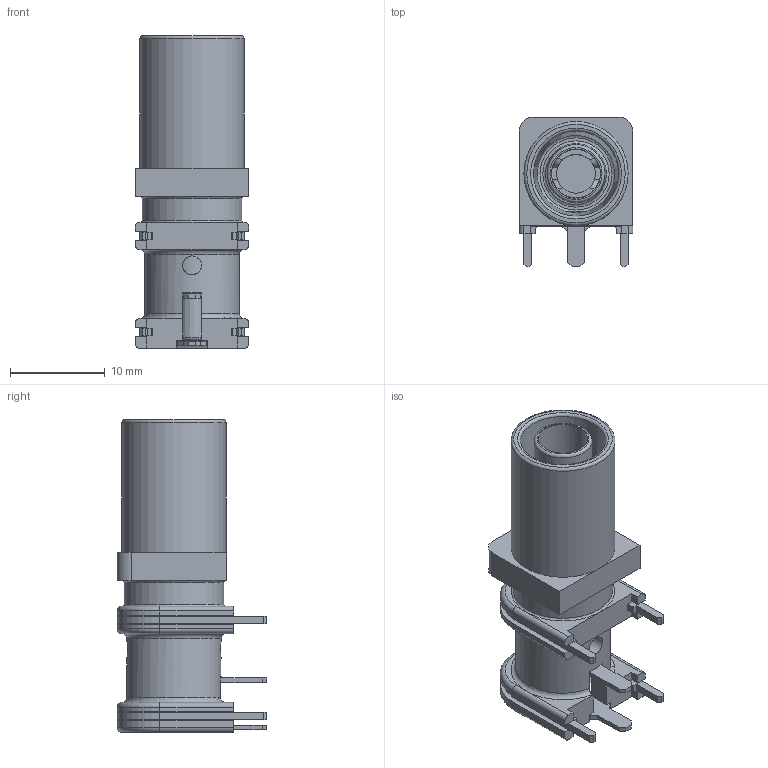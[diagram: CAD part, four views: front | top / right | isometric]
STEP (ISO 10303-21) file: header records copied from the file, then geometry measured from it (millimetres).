
FILE_DESCRIPTION(/* description */ (''),/* implementation_level */ '2;1');
FILE_NAME(/* name */ 'FCR7370L.stp',/* time_stamp */ '2025-10-01T15:09:58+01:00',/* author */ ('DJones'),/* organization */ (''),/* preprocessor_version */ 'ST-DEVELOPER v20',/* originating_system */ 'Autodesk Inventor 2025',/* authorisation */ '');
FILE_SCHEMA (('AUTOMOTIVE_DESIGN { 1 0 10303 214 3 1 1 }'));
Length unit declared in the file: millimetre
Products named in the file (1): 2 Pole P16N Assembly Blue
Bounding box: 12 x 15.8 x 33 mm (x, y, z)
Volume: 2183.6 mm3; surface area: 3828 mm2
Topology: 1 solids, 1 shells, 397 faces, 1132 edges, 742 vertices
Faces by surface type: plane 248, cylinder 68, bspline 57, torus 19, cone 5
Full cylindrical faces by diameter (mm): 2 x2, 5.2 x1, 10 x1, 10.5 x1, 11 x1
Entity records: 14480 total; most frequent: CARTESIAN_POINT 3986, ORIENTED_EDGE 2260, DIRECTION 1854, EDGE_CURVE 1130, LINE 792, VECTOR 792, VERTEX_POINT 742, AXIS2_PLACEMENT_3D 531
